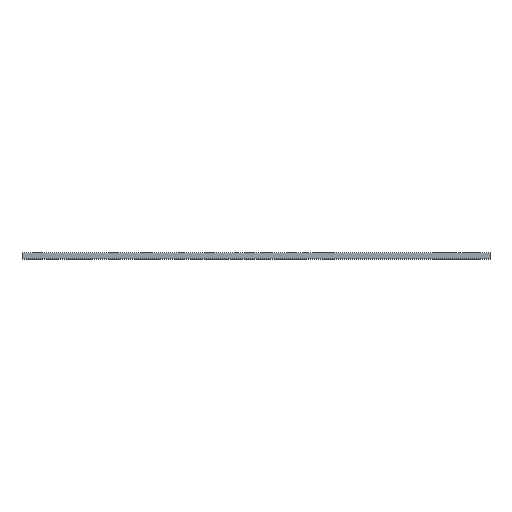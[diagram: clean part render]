
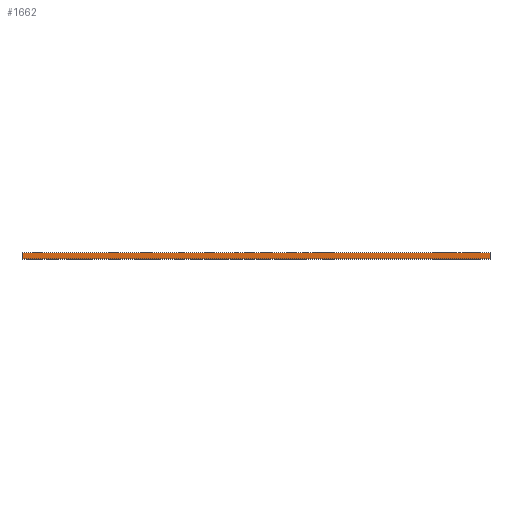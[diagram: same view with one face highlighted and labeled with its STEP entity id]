
A CAD part, top view. The second image highlights one B-rep face of the part: STEP entity #1662.
In plain terms, the highlighted planar face has unit normal (0, 0, 1).
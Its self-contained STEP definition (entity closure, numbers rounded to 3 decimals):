
#148=PLANE('',#1895);
#226=FACE_OUTER_BOUND('',#301,.T.);
#301=EDGE_LOOP('',(#1374,#1375,#1376,#1377));
#510=LINE('',#2820,#591);
#511=LINE('',#2823,#592);
#512=LINE('',#2825,#593);
#513=LINE('',#2826,#594);
#591=VECTOR('',#2384,10.);
#592=VECTOR('',#2387,10.);
#593=VECTOR('',#2388,10.);
#594=VECTOR('',#2389,10.);
#870=VERTEX_POINT('',#2813);
#873=VERTEX_POINT('',#2818);
#874=VERTEX_POINT('',#2822);
#875=VERTEX_POINT('',#2824);
#1085=EDGE_CURVE('',#870,#873,#510,.T.);
#1086=EDGE_CURVE('',#874,#870,#511,.T.);
#1087=EDGE_CURVE('',#875,#873,#512,.T.);
#1088=EDGE_CURVE('',#874,#875,#513,.T.);
#1374=ORIENTED_EDGE('',*,*,#1086,.T.);
#1375=ORIENTED_EDGE('',*,*,#1085,.T.);
#1376=ORIENTED_EDGE('',*,*,#1087,.F.);
#1377=ORIENTED_EDGE('',*,*,#1088,.F.);
#1662=ADVANCED_FACE('',(#226),#148,.T.);
#1895=AXIS2_PLACEMENT_3D('',#2821,#2385,#2386);
#2384=DIRECTION('',(0.,1.,0.));
#2385=DIRECTION('center_axis',(0.,0.,1.));
#2386=DIRECTION('ref_axis',(1.,0.,0.));
#2387=DIRECTION('',(1.,0.,0.));
#2388=DIRECTION('',(1.,0.,0.));
#2389=DIRECTION('',(0.,1.,0.));
#2813=CARTESIAN_POINT('',(115.,0.,115.));
#2818=CARTESIAN_POINT('',(115.,3.,115.));
#2820=CARTESIAN_POINT('',(115.,0.,115.));
#2821=CARTESIAN_POINT('Origin',(-115.,0.,115.));
#2822=CARTESIAN_POINT('',(-115.,0.,115.));
#2823=CARTESIAN_POINT('',(-115.,0.,115.));
#2824=CARTESIAN_POINT('',(-115.,3.,115.));
#2825=CARTESIAN_POINT('',(-115.,3.,115.));
#2826=CARTESIAN_POINT('',(-115.,0.,115.));
